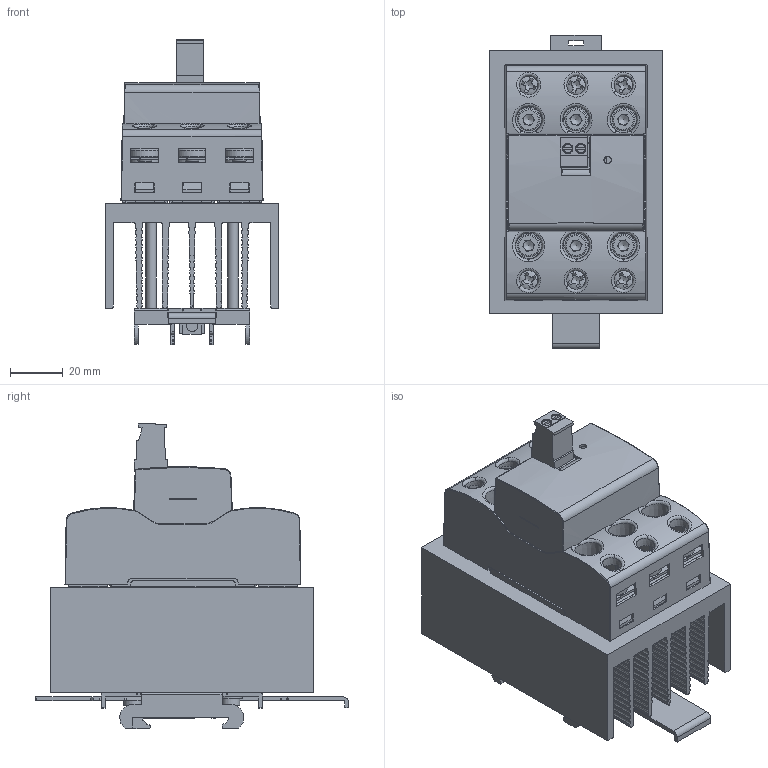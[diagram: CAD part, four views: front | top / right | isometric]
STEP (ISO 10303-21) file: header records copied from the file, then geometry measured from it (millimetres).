
FILE_DESCRIPTION(/* description */ (''),/* implementation_level */ '2;1');
FILE_NAME(/* name */ '3d_HS2C...030...bloccato.stp',/* time_stamp */ '2024-04-19T09:06:06+02:00',/* author */ ('FUMAGALLI'),/* organization */ (''),/* preprocessor_version */ 'ST-DEVELOPER v16.1',/* originating_system */ 'Autodesk Inventor 2016',/* authorisation */ '');
FILE_SCHEMA (('AUTOMOTIVE_DESIGN { 1 0 10303 214 3 1 1 }'));
Products named in the file (1): Part281
Bounding box: 66 x 119 x 115.9 mm (x, y, z)
Volume: 174310.7 mm3; surface area: 179685 mm2
Topology: 1 solids, 16 shells, 5167 faces, 14724 edges, 9364 vertices
Faces by surface type: plane 3122, cylinder 1301, cone 350, torus 206, sphere 157, bspline 31
Full cylindrical faces by diameter (mm): 1.5 x18, 2 x2, 2.1 x2, 2.5 x2, 2.6 x2, 3 x5, 3.3 x2, 3.8 x1, 3.9 x3, 4 x5, 4.134 x6, 4.3 x2, 4.4 x1, 4.917 x6, 5 x11, 6 x12, 7 x2, 8.5 x6, 8.8 x2, 12 x6
Entity records: 184960 total; most frequent: CARTESIAN_POINT 47423, ORIENTED_EDGE 28538, DIRECTION 26621, EDGE_CURVE 14269, LINE 9449, VECTOR 9449, VERTEX_POINT 9252, AXIS2_PLACEMENT_3D 8586
